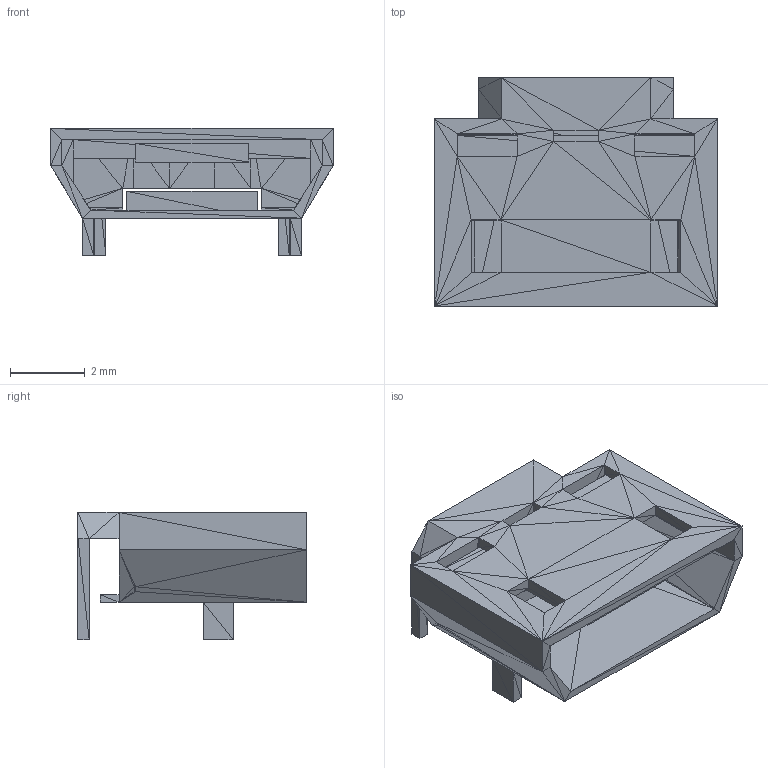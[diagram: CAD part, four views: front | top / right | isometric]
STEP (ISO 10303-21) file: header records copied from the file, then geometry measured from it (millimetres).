
FILE_DESCRIPTION(/* description */ (''),/* implementation_level */ '2;1');
FILE_NAME(/* name */ 'Socket_USB_SMD_7.5x5.6mm v1.step',/* time_stamp */ '2020-06-01T17:47:30+08:00',/* author */ (''),/* organization */ (''),/* preprocessor_version */ 'ST-DEVELOPER v18.1',/* originating_system */ 'Autodesk Translation Framework v9.3.0.1241',/* authorisation */ '');
FILE_SCHEMA (('AUTOMOTIVE_DESIGN { 1 0 10303 214 3 1 1 }'));
Length unit declared in the file: millimetre
Products named in the file (1): Socket_USB_SMD_7.5x5.6mm
Bounding box: 7.55 x 6.1 x 3.4 mm (x, y, z)
Volume: 40.6 mm3; surface area: 278.8 mm2
Topology: 11 solids, 11 shells, 392 faces, 588 edges, 202 vertices
Faces by surface type: plane 392
Entity records: 7748 total; most frequent: DIRECTION 1374, CARTESIAN_POINT 1183, ORIENTED_EDGE 1176, LINE 588, VECTOR 588, EDGE_CURVE 588, AXIS2_PLACEMENT_3D 393, FACE_OUTER_BOUND 392
